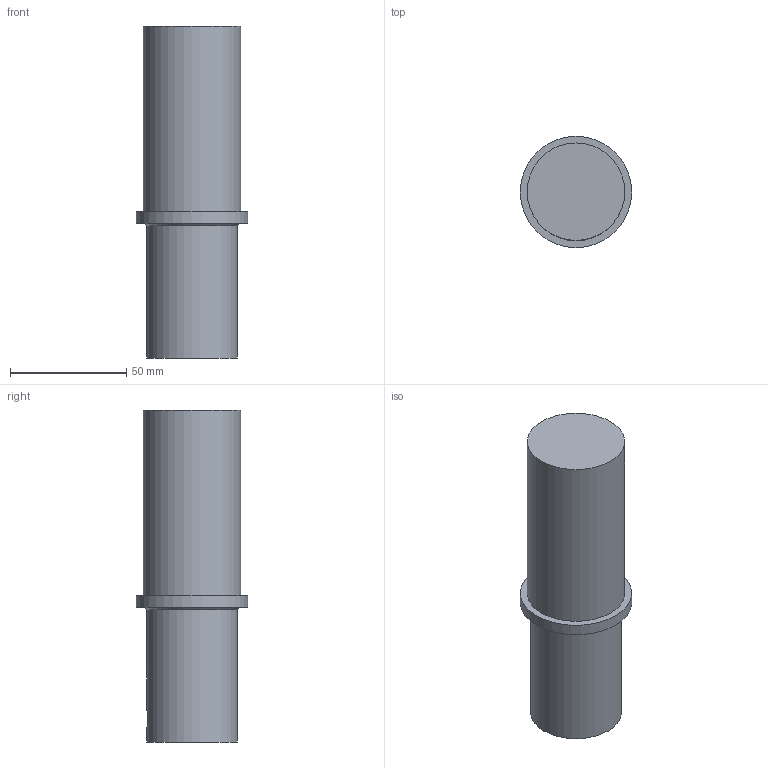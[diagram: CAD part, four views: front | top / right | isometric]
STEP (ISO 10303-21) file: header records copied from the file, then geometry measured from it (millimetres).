
FILE_DESCRIPTION((''),'1');
FILE_NAME('ST42-CKB4-63.stp','2022-10-19T05:22:08',(''),(''),'Spatial Interop R21 SP3','Kubotek KeyCreator 2011 V10.0.2 (22737)',' ');
FILE_SCHEMA(('automotive_design'));
Length unit declared in the file: millimetre
Products named in the file (1): 240[2]
Bounding box: 48 x 48 x 143 mm (x, y, z)
Volume: 179316.5 mm3; surface area: 23773.8 mm2
Topology: 1 solids, 1 shells, 12 faces, 20 edges, 13 vertices
Faces by surface type: plane 6, cylinder 5, cone 1
Full cylindrical faces by diameter (mm): 8.3 x1, 22 x1, 39 x1, 42 x1, 48 x1
Entity records: 600 total; most frequent: CARTESIAN_POINT 167, DIRECTION 46, PRESENTATION_STYLE_ASSIGNMENT 38, COLOUR_RGB 38, STYLED_ITEM 25, CURVE_STYLE 25, DRAUGHTING_PRE_DEFINED_CURVE_FONT 25, ORIENTED_EDGE 24
